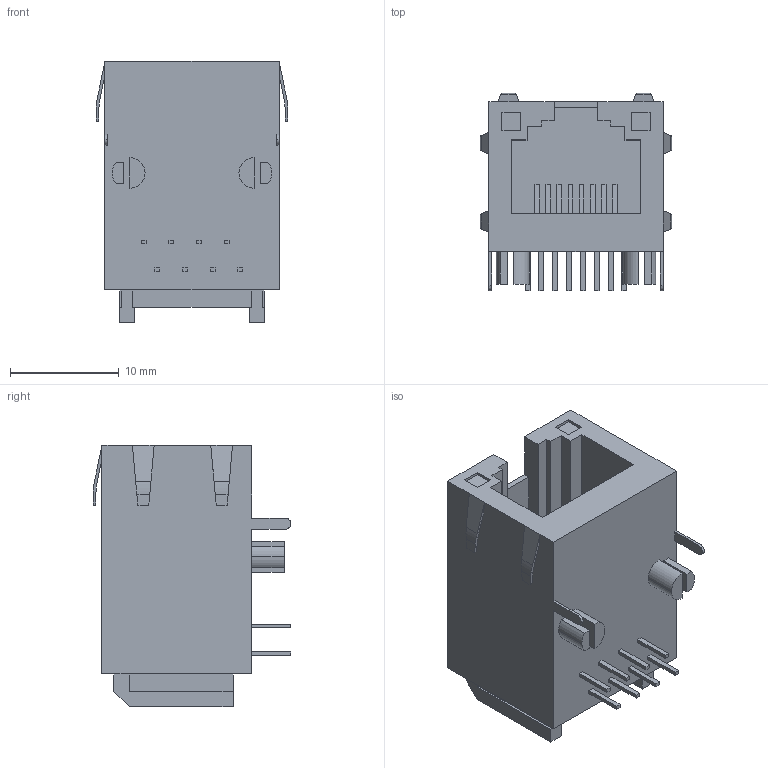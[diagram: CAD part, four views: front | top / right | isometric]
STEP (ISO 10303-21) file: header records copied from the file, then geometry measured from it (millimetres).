
FILE_DESCRIPTION(('OneSpaceDesigner STEP Export'),'2;1');
FILE_NAME('TM21R-5C-88-LPÈª.stp','2007-09-26T14:27:06',(''),(''),'OneSpace Designer STEP processor for AP214 (Solid Model)','OneSpace Modeling 15.00A 14-Mar-2007 (C) CoCreate Software GmbH','');
FILE_SCHEMA(('AUTOMOTIVE_DESIGN { 1 0 10303 214 1 1 1 1 }'));
Length unit declared in the file: millimetre
Products named in the file (1): TM21R-5C
Bounding box: 17.6 x 18.15 x 24 mm (x, y, z)
Volume: 3664.8 mm3; surface area: 2625.7 mm2
Topology: 1 solids, 1 shells, 215 faces, 580 edges, 382 vertices
Faces by surface type: plane 191, cylinder 20, bspline 4
Entity records: 7000 total; most frequent: CARTESIAN_POINT 1601, ORIENTED_EDGE 1160, DIRECTION 1003, EDGE_CURVE 580, VECTOR 523, LINE 523, VERTEX_POINT 382, EDGE_LOOP 246
